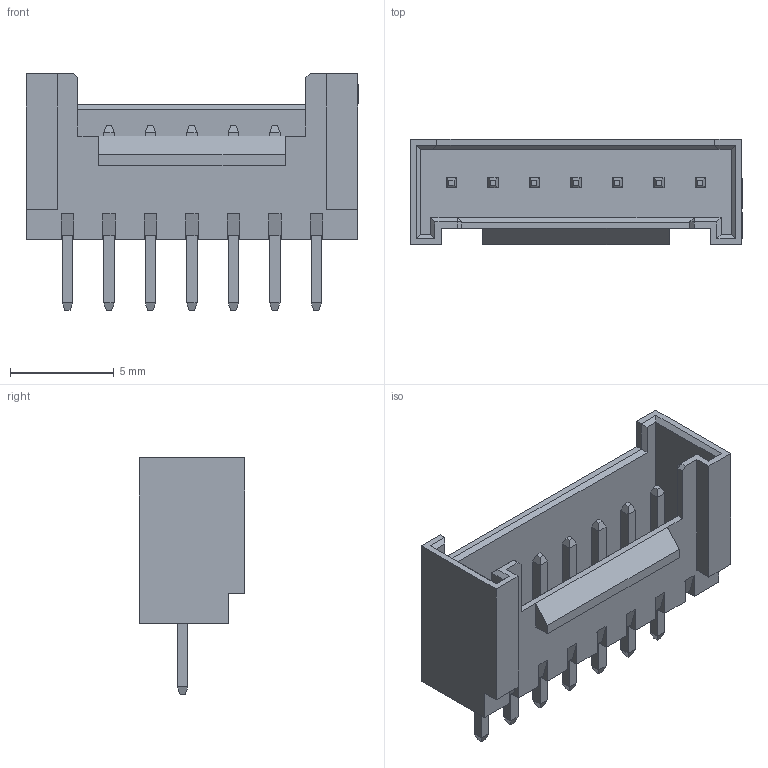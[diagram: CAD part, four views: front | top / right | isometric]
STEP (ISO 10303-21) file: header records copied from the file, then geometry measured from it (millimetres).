
FILE_DESCRIPTION (( 'STEP AP214' ), '1' );
FILE_NAME ('ZX-HY2_0-7PZZ.STEP', '2024-09-12T02:48:10', ( '' ), ( '' ), 'SwSTEP 2.0', 'SolidWorks 2022', '' );
FILE_SCHEMA (( 'AUTOMOTIVE_DESIGN' ));
Length unit declared in the file: millimetre
Products named in the file (3): CONN-TH_7P-P2.00_ZX-HY2.0-7PZZ^U1_3D_PCB1_2024-09-12(2)_3D_PCB1_2024-09-12; ZX-HY2_0-7PZZ; SOLID^CONN-TH_7P-P2.00_ZX-HY2.0-7PZZ_U1_3D_PCB1_2024-09-12(2)_3D_PCB1_2024-09-12
Assembly tree (2 placements, depth 3):
  ZX-HY2_0-7PZZ
    CONN-TH_7P-P2.00_ZX-HY2.0-7PZZ^U1_3D_PCB1_2024-09-12(2)_3D_PCB1_2024-09-12
      SOLID^CONN-TH_7P-P2.00_ZX-HY2.0-7PZZ_U1_3D_PCB1_2024-09-12(2)_3D_PCB1_2024-09-12
Bounding box: 16.01 x 5.1 x 11.4 mm (x, y, z)
Volume: 226.4 mm3; surface area: 765.2 mm2
Topology: 1 solids, 1 shells, 445 faces, 1152 edges, 742 vertices
Faces by surface type: plane 347, bspline 98
Entity records: 13886 total; most frequent: CARTESIAN_POINT 3651, ORIENTED_EDGE 2304, DIRECTION 1658, EDGE_CURVE 1152, VECTOR 952, LINE 952, VERTEX_POINT 742, EDGE_LOOP 478
